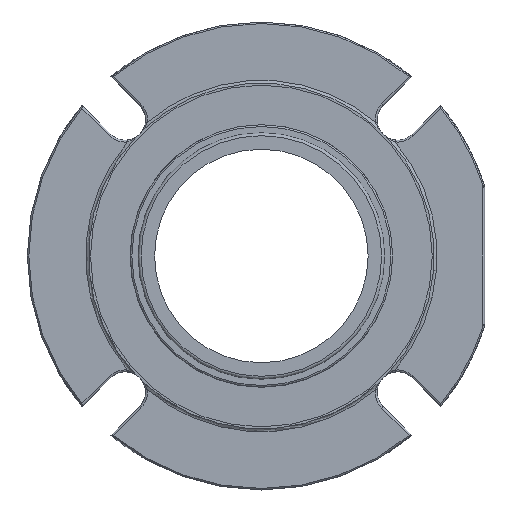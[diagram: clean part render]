
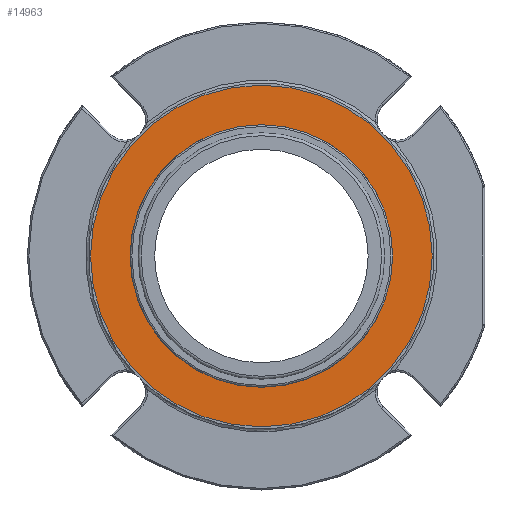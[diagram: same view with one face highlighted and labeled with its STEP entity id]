
A CAD part, left-side view. The second image highlights one B-rep face of the part: STEP entity #14963.
In plain terms, the highlighted planar face has unit normal (-1, 0, 0).
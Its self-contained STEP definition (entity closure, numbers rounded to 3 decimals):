
#2035=PLANE('',#16061);
#5144=ORIENTED_EDGE('',*,*,#6712,.T.);
#5145=ORIENTED_EDGE('',*,*,#6711,.F.);
#6711=EDGE_CURVE('',#7713,#7713,#8261,.F.);
#6712=EDGE_CURVE('',#7714,#7714,#8262,.T.);
#7713=VERTEX_POINT('',#26735);
#7714=VERTEX_POINT('',#26738);
#8261=CIRCLE('',#16060,67.628);
#8262=CIRCLE('',#16062,88.);
#8996=EDGE_LOOP('',(#5144));
#8997=EDGE_LOOP('',(#5145));
#9739=FACE_BOUND('',#8996,.T.);
#9740=FACE_BOUND('',#8997,.T.);
#14963=ADVANCED_FACE('',(#9739,#9740),#2035,.F.);
#16060=AXIS2_PLACEMENT_3D('',#26734,#18780,#18781);
#16061=AXIS2_PLACEMENT_3D('',#26736,#18782,#18783);
#16062=AXIS2_PLACEMENT_3D('',#26737,#18784,#18785);
#18780=DIRECTION('',(1.,0.,0.));
#18781=DIRECTION('',(0.,1.,0.));
#18782=DIRECTION('',(1.,0.,0.));
#18783=DIRECTION('',(0.,0.,1.));
#18784=DIRECTION('',(-1.,0.,0.));
#18785=DIRECTION('',(0.,0.,-1.));
#26734=CARTESIAN_POINT('',(-0.508,0.,0.));
#26735=CARTESIAN_POINT('',(-0.508,67.628,0.));
#26736=CARTESIAN_POINT('',(-0.508,0.,-88.));
#26737=CARTESIAN_POINT('',(-0.508,0.,0.));
#26738=CARTESIAN_POINT('',(-0.508,0.,-88.));
